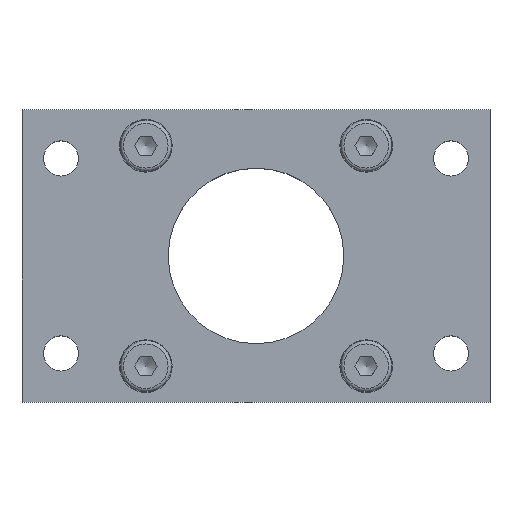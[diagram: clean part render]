
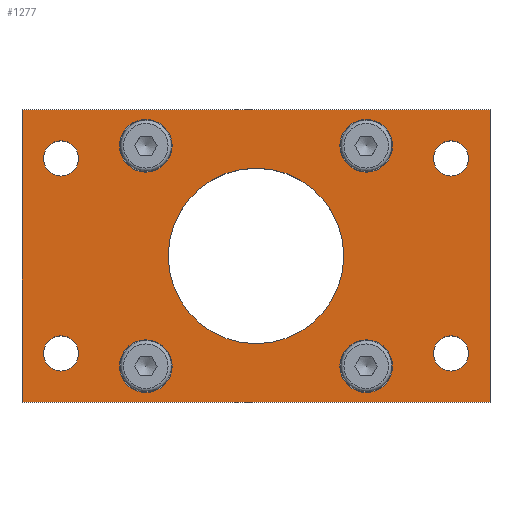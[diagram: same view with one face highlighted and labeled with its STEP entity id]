
A CAD part, top view. The second image highlights one B-rep face of the part: STEP entity #1277.
In plain terms, the highlighted planar face has unit normal (0, 0, 1).
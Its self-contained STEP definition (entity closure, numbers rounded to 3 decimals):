
#88=LINE('',#2114,#148);
#92=LINE('',#2121,#152);
#95=LINE('',#2127,#155);
#97=LINE('',#2130,#157);
#148=VECTOR('',#1733,75.);
#152=VECTOR('',#1739,120.);
#155=VECTOR('',#1744,75.);
#157=VECTOR('',#1748,120.);
#249=FACE_BOUND('',#478,.T.);
#250=FACE_BOUND('',#479,.T.);
#251=FACE_BOUND('',#480,.T.);
#252=FACE_BOUND('',#481,.T.);
#253=FACE_BOUND('',#482,.T.);
#254=FACE_BOUND('',#483,.T.);
#255=FACE_BOUND('',#484,.T.);
#256=FACE_BOUND('',#485,.T.);
#257=FACE_BOUND('',#486,.T.);
#340=FACE_OUTER_BOUND('',#477,.T.);
#477=EDGE_LOOP('',(#1052,#1053,#1054,#1055));
#478=EDGE_LOOP('',(#1056));
#479=EDGE_LOOP('',(#1057));
#480=EDGE_LOOP('',(#1058));
#481=EDGE_LOOP('',(#1059));
#482=EDGE_LOOP('',(#1060));
#483=EDGE_LOOP('',(#1061));
#484=EDGE_LOOP('',(#1062));
#485=EDGE_LOOP('',(#1063));
#486=EDGE_LOOP('',(#1064));
#519=CIRCLE('',#1373,6.75);
#521=CIRCLE('',#1376,6.75);
#523=CIRCLE('',#1379,6.75);
#525=CIRCLE('',#1382,6.75);
#532=CIRCLE('',#1398,4.5);
#534=CIRCLE('',#1401,4.5);
#536=CIRCLE('',#1404,4.5);
#538=CIRCLE('',#1407,4.5);
#540=CIRCLE('',#1410,22.5);
#621=VERTEX_POINT('',#2047);
#623=VERTEX_POINT('',#2052);
#625=VERTEX_POINT('',#2057);
#627=VERTEX_POINT('',#2062);
#634=VERTEX_POINT('',#2085);
#636=VERTEX_POINT('',#2090);
#638=VERTEX_POINT('',#2095);
#640=VERTEX_POINT('',#2100);
#642=VERTEX_POINT('',#2105);
#645=VERTEX_POINT('',#2111);
#646=VERTEX_POINT('',#2113);
#648=VERTEX_POINT('',#2119);
#650=VERTEX_POINT('',#2125);
#755=EDGE_CURVE('',#621,#621,#519,.T.);
#757=EDGE_CURVE('',#623,#623,#521,.T.);
#759=EDGE_CURVE('',#625,#625,#523,.T.);
#761=EDGE_CURVE('',#627,#627,#525,.T.);
#768=EDGE_CURVE('',#634,#634,#532,.T.);
#770=EDGE_CURVE('',#636,#636,#534,.T.);
#772=EDGE_CURVE('',#638,#638,#536,.T.);
#774=EDGE_CURVE('',#640,#640,#538,.T.);
#776=EDGE_CURVE('',#642,#642,#540,.T.);
#779=EDGE_CURVE('',#646,#645,#88,.T.);
#783=EDGE_CURVE('',#645,#648,#92,.T.);
#786=EDGE_CURVE('',#648,#650,#95,.T.);
#788=EDGE_CURVE('',#650,#646,#97,.T.);
#1052=ORIENTED_EDGE('',*,*,#788,.T.);
#1053=ORIENTED_EDGE('',*,*,#779,.T.);
#1054=ORIENTED_EDGE('',*,*,#783,.T.);
#1055=ORIENTED_EDGE('',*,*,#786,.T.);
#1056=ORIENTED_EDGE('',*,*,#755,.F.);
#1057=ORIENTED_EDGE('',*,*,#757,.F.);
#1058=ORIENTED_EDGE('',*,*,#759,.F.);
#1059=ORIENTED_EDGE('',*,*,#761,.F.);
#1060=ORIENTED_EDGE('',*,*,#768,.T.);
#1061=ORIENTED_EDGE('',*,*,#770,.T.);
#1062=ORIENTED_EDGE('',*,*,#772,.T.);
#1063=ORIENTED_EDGE('',*,*,#774,.T.);
#1064=ORIENTED_EDGE('',*,*,#776,.T.);
#1110=PLANE('',#1416);
#1277=ADVANCED_FACE('',(#340,#249,#250,#251,#252,#253,#254,#255,#256,#257),
#1110,.T.);
#1373=AXIS2_PLACEMENT_3D('',#2048,#1653,#1654);
#1376=AXIS2_PLACEMENT_3D('',#2053,#1659,#1660);
#1379=AXIS2_PLACEMENT_3D('',#2058,#1665,#1666);
#1382=AXIS2_PLACEMENT_3D('',#2063,#1671,#1672);
#1398=AXIS2_PLACEMENT_3D('',#2086,#1703,#1704);
#1401=AXIS2_PLACEMENT_3D('',#2091,#1709,#1710);
#1404=AXIS2_PLACEMENT_3D('',#2096,#1715,#1716);
#1407=AXIS2_PLACEMENT_3D('',#2101,#1721,#1722);
#1410=AXIS2_PLACEMENT_3D('',#2106,#1727,#1728);
#1416=AXIS2_PLACEMENT_3D('',#2132,#1751,#1752);
#1653=DIRECTION('center_axis',(0.,0.,1.));
#1654=DIRECTION('ref_axis',(-1.,0.,0.));
#1659=DIRECTION('center_axis',(0.,0.,1.));
#1660=DIRECTION('ref_axis',(-1.,0.,0.));
#1665=DIRECTION('center_axis',(0.,0.,1.));
#1666=DIRECTION('ref_axis',(-1.,0.,0.));
#1671=DIRECTION('center_axis',(0.,0.,1.));
#1672=DIRECTION('ref_axis',(-1.,0.,0.));
#1703=DIRECTION('center_axis',(0.,0.,-1.));
#1704=DIRECTION('ref_axis',(1.,0.,0.));
#1709=DIRECTION('center_axis',(0.,0.,-1.));
#1710=DIRECTION('ref_axis',(1.,0.,0.));
#1715=DIRECTION('center_axis',(0.,0.,-1.));
#1716=DIRECTION('ref_axis',(1.,0.,0.));
#1721=DIRECTION('center_axis',(0.,0.,-1.));
#1722=DIRECTION('ref_axis',(1.,0.,0.));
#1727=DIRECTION('center_axis',(0.,0.,-1.));
#1728=DIRECTION('ref_axis',(-1.,0.,0.));
#1733=DIRECTION('',(0.,1.,0.));
#1739=DIRECTION('',(-1.,0.,0.));
#1744=DIRECTION('',(0.,-1.,0.));
#1748=DIRECTION('',(1.,0.,0.));
#1751=DIRECTION('center_axis',(0.,0.,1.));
#1752=DIRECTION('ref_axis',(1.,0.,0.));
#2047=CARTESIAN_POINT('',(35.,-28.25,0.));
#2048=CARTESIAN_POINT('Origin',(28.25,-28.25,0.));
#2052=CARTESIAN_POINT('',(-21.5,-28.25,0.));
#2053=CARTESIAN_POINT('Origin',(-28.25,-28.25,0.));
#2057=CARTESIAN_POINT('',(35.,28.25,0.));
#2058=CARTESIAN_POINT('Origin',(28.25,28.25,0.));
#2062=CARTESIAN_POINT('',(-21.5,28.25,0.));
#2063=CARTESIAN_POINT('Origin',(-28.25,28.25,0.));
#2085=CARTESIAN_POINT('',(54.5,25.,0.));
#2086=CARTESIAN_POINT('Origin',(50.,25.,0.));
#2090=CARTESIAN_POINT('',(-45.5,25.,0.));
#2091=CARTESIAN_POINT('Origin',(-50.,25.,0.));
#2095=CARTESIAN_POINT('',(-45.5,-25.,0.));
#2096=CARTESIAN_POINT('Origin',(-50.,-25.,0.));
#2100=CARTESIAN_POINT('',(54.5,-25.,0.));
#2101=CARTESIAN_POINT('Origin',(50.,-25.,0.));
#2105=CARTESIAN_POINT('',(22.5,0.,0.));
#2106=CARTESIAN_POINT('Origin',(0.,0.,0.));
#2111=CARTESIAN_POINT('',(60.,37.5,0.));
#2113=CARTESIAN_POINT('',(60.,-37.5,0.));
#2114=CARTESIAN_POINT('',(60.,-37.5,0.));
#2119=CARTESIAN_POINT('',(-60.,37.5,0.));
#2121=CARTESIAN_POINT('',(60.,37.5,0.));
#2125=CARTESIAN_POINT('',(-60.,-37.5,0.));
#2127=CARTESIAN_POINT('',(-60.,37.5,0.));
#2130=CARTESIAN_POINT('',(-60.,-37.5,0.));
#2132=CARTESIAN_POINT('Origin',(0.,0.,
0.));
